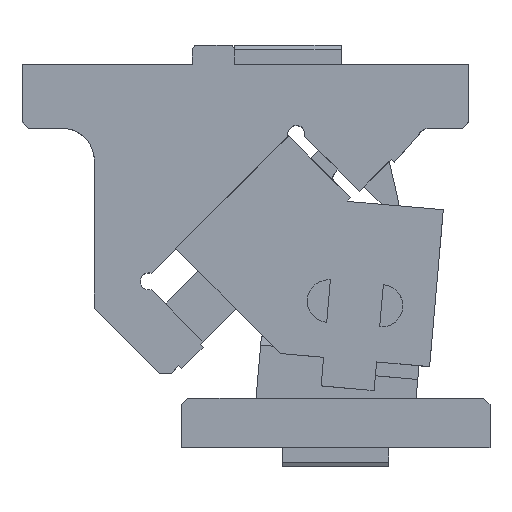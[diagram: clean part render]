
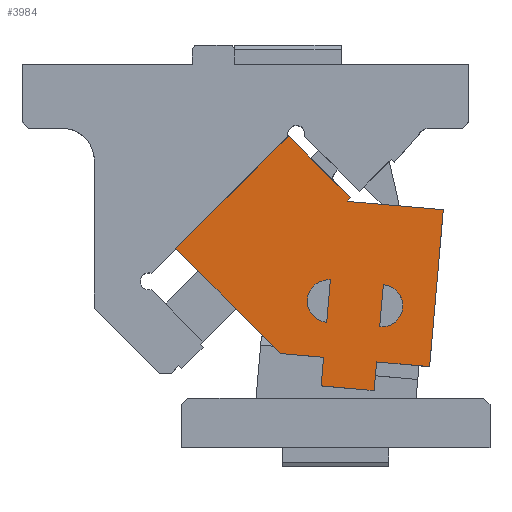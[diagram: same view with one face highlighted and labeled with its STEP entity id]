
A CAD part, top view. The second image highlights one B-rep face of the part: STEP entity #3984.
In plain terms, the highlighted planar face has unit normal (0, 0, 1).
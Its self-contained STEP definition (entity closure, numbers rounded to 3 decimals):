
#2044=CARTESIAN_POINT('Line Origine',(386.195,68.786,0.)) ;
#2048=CARTESIAN_POINT('Vertex',(361.53,93.451,0.)) ;
#2050=CARTESIAN_POINT('Vertex',(410.859,44.122,0.)) ;
#3110=CARTESIAN_POINT('Vertex',(442.603,116.541,0.)) ;
#3113=CARTESIAN_POINT('Line Origine',(442.563,116.087,0.)) ;
#3117=CARTESIAN_POINT('Vertex',(442.524,115.634,0.)) ;
#3141=CARTESIAN_POINT('Vertex',(480.903,37.994,0.)) ;
#3148=CARTESIAN_POINT('Vertex',(487.353,111.712,0.)) ;
#3151=CARTESIAN_POINT('Line Origine',(484.128,74.853,0.)) ;
#3178=CARTESIAN_POINT('Vertex',(443.555,117.492,0.)) ;
#3181=CARTESIAN_POINT('Line Origine',(443.079,117.017,0.)) ;
#3410=CARTESIAN_POINT('Line Origine',(464.938,113.673,0.)) ;
#3479=CARTESIAN_POINT('Vertex',(432.531,58.789,0.)) ;
#3484=CARTESIAN_POINT('Line Origine',(433.403,68.751,0.)) ;
#3488=CARTESIAN_POINT('Vertex',(434.274,78.713,0.)) ;
#3569=CARTESIAN_POINT('Axis2P3D Location',(433.403,68.751,0.)) ;
#3573=CARTESIAN_POINT('Vertex',(423.441,69.622,0.)) ;
#3838=CARTESIAN_POINT('Vertex',(457.436,56.61,0.)) ;
#3841=CARTESIAN_POINT('Axis2P3D Location',(458.308,66.572,0.)) ;
#3845=CARTESIAN_POINT('Vertex',(468.27,65.7,0.)) ;
#3868=CARTESIAN_POINT('Axis2P3D Location',(458.308,66.572,0.)) ;
#3872=CARTESIAN_POINT('Vertex',(459.179,76.534,0.)) ;
#3888=CARTESIAN_POINT('Axis2P3D Location',(436.074,41.916,0.)) ;
#3893=CARTESIAN_POINT('Line Origine',(429.059,131.988,0.)) ;
#3897=CARTESIAN_POINT('Vertex',(414.563,146.484,0.)) ;
#3900=CARTESIAN_POINT('Line Origine',(388.047,119.967,0.)) ;
#3905=CARTESIAN_POINT('Line Origine',(420.976,43.237,0.)) ;
#3909=CARTESIAN_POINT('Vertex',(431.093,42.352,0.)) ;
#3912=CARTESIAN_POINT('Line Origine',(430.505,35.627,0.)) ;
#3916=CARTESIAN_POINT('Vertex',(429.917,28.903,0.)) ;
#3919=CARTESIAN_POINT('Line Origine',(442.369,27.814,0.)) ;
#3923=CARTESIAN_POINT('Vertex',(454.822,26.724,0.)) ;
#3926=CARTESIAN_POINT('Line Origine',(455.41,33.448,0.)) ;
#3930=CARTESIAN_POINT('Vertex',(455.998,40.173,0.)) ;
#3933=CARTESIAN_POINT('Line Origine',(468.451,39.083,0.)) ;
#3953=CARTESIAN_POINT('Control Point',(423.441,69.622,0.)) ;
#3954=CARTESIAN_POINT('Control Point',(423.36,68.696,0.)) ;
#3955=CARTESIAN_POINT('Control Point',(423.387,67.761,0.)) ;
#3956=CARTESIAN_POINT('Control Point',(423.522,66.833,0.)) ;
#3957=CARTESIAN_POINT('Control Point',(424.007,65.025,0.)) ;
#3958=CARTESIAN_POINT('Control Point',(424.893,63.377,0.)) ;
#3959=CARTESIAN_POINT('Control Point',(425.43,62.608,0.)) ;
#3960=CARTESIAN_POINT('Control Point',(426.673,61.209,0.)) ;
#3961=CARTESIAN_POINT('Control Point',(428.204,60.132,0.)) ;
#3962=CARTESIAN_POINT('Control Point',(429.029,59.686,0.)) ;
#3963=CARTESIAN_POINT('Control Point',(430.228,59.208,0.)) ;
#3964=CARTESIAN_POINT('Control Point',(431.481,58.928,0.)) ;
#3965=CARTESIAN_POINT('Control Point',(431.83,58.866,0.)) ;
#3966=CARTESIAN_POINT('Control Point',(432.18,58.82,0.)) ;
#3967=CARTESIAN_POINT('Control Point',(432.531,58.789,0.)) ;
#3974=CARTESIAN_POINT('Line Origine',(458.308,66.572,0.)) ;
#2045=DIRECTION('Vector Direction',(0.707,-0.707,0.)) ;
#3114=DIRECTION('Vector Direction',(0.087,0.996,0.)) ;
#3152=DIRECTION('Vector Direction',(0.087,0.996,0.)) ;
#3182=DIRECTION('Vector Direction',(-0.707,-0.707,0.)) ;
#3411=DIRECTION('Vector Direction',(-0.996,0.087,0.)) ;
#3485=DIRECTION('Vector Direction',(-0.087,-0.996,0.)) ;
#3570=DIRECTION('Axis2P3D Direction',(0.,0.,-1.)) ;
#3842=DIRECTION('Axis2P3D Direction',(0.,0.,-1.)) ;
#3869=DIRECTION('Axis2P3D Direction',(0.,0.,-1.)) ;
#3889=DIRECTION('Axis2P3D Direction',(0.,0.,-1.)) ;
#3890=DIRECTION('Axis2P3D XDirection',(-0.996,0.087,0.)) ;
#3894=DIRECTION('Vector Direction',(0.707,-0.707,0.)) ;
#3901=DIRECTION('Vector Direction',(0.707,0.707,0.)) ;
#3906=DIRECTION('Vector Direction',(0.996,-0.087,0.)) ;
#3913=DIRECTION('Vector Direction',(-0.087,-0.996,0.)) ;
#3920=DIRECTION('Vector Direction',(0.996,-0.087,0.)) ;
#3927=DIRECTION('Vector Direction',(0.087,0.996,0.)) ;
#3934=DIRECTION('Vector Direction',(0.996,-0.087,0.)) ;
#3975=DIRECTION('Vector Direction',(0.087,0.996,0.)) ;
#3571=AXIS2_PLACEMENT_3D('Circle Axis2P3D',#3569,#3570,$) ;
#3843=AXIS2_PLACEMENT_3D('Circle Axis2P3D',#3841,#3842,$) ;
#3870=AXIS2_PLACEMENT_3D('Circle Axis2P3D',#3868,#3869,$) ;
#3891=AXIS2_PLACEMENT_3D('Plane Axis2P3D',#3888,#3889,#3890) ;
#3939=ORIENTED_EDGE('',*,*,#3414,.T.) ;
#3940=ORIENTED_EDGE('',*,*,#3119,.T.) ;
#3941=ORIENTED_EDGE('',*,*,#3185,.F.) ;
#3942=ORIENTED_EDGE('',*,*,#3899,.F.) ;
#3943=ORIENTED_EDGE('',*,*,#3904,.F.) ;
#3944=ORIENTED_EDGE('',*,*,#2052,.T.) ;
#3945=ORIENTED_EDGE('',*,*,#3911,.T.) ;
#3946=ORIENTED_EDGE('',*,*,#3918,.T.) ;
#3947=ORIENTED_EDGE('',*,*,#3925,.T.) ;
#3948=ORIENTED_EDGE('',*,*,#3932,.T.) ;
#3949=ORIENTED_EDGE('',*,*,#3937,.T.) ;
#3950=ORIENTED_EDGE('',*,*,#3155,.T.) ;
#3970=ORIENTED_EDGE('',*,*,#3968,.F.) ;
#3971=ORIENTED_EDGE('',*,*,#3575,.F.) ;
#3972=ORIENTED_EDGE('',*,*,#3490,.T.) ;
#3980=ORIENTED_EDGE('',*,*,#3874,.F.) ;
#3981=ORIENTED_EDGE('',*,*,#3847,.F.) ;
#3982=ORIENTED_EDGE('',*,*,#3978,.T.) ;
#3973=FACE_BOUND('',#3969,.T.) ;
#3983=FACE_BOUND('',#3979,.T.) ;
#2046=VECTOR('Line Direction',#2045,1.) ;
#3115=VECTOR('Line Direction',#3114,1.) ;
#3153=VECTOR('Line Direction',#3152,1.) ;
#3183=VECTOR('Line Direction',#3182,1.) ;
#3412=VECTOR('Line Direction',#3411,1.) ;
#3486=VECTOR('Line Direction',#3485,1.) ;
#3895=VECTOR('Line Direction',#3894,1.) ;
#3902=VECTOR('Line Direction',#3901,1.) ;
#3907=VECTOR('Line Direction',#3906,1.) ;
#3914=VECTOR('Line Direction',#3913,1.) ;
#3921=VECTOR('Line Direction',#3920,1.) ;
#3928=VECTOR('Line Direction',#3927,1.) ;
#3935=VECTOR('Line Direction',#3934,1.) ;
#3976=VECTOR('Line Direction',#3975,1.) ;
#3984=ADVANCED_FACE('CAM SLIDER',(#3951,#3973,#3983),#3892,.F.) ;
#3952=B_SPLINE_CURVE_WITH_KNOTS('',5,(#3953,#3954,#3955,#3956,#3957,#3958,#3959,#3960,#3961,#3962,#3963,#3964,#3965,#3966,#3967),.UNSPECIFIED.,.F.,.U.,(6,3,3,3,6),(0.,6.586,13.172,19.758,22.258),.UNSPECIFIED.) ;
#3572=CIRCLE('generated circle',#3571,10.) ;
#3844=CIRCLE('generated circle',#3843,10.) ;
#3871=CIRCLE('generated circle',#3870,10.) ;
#2052=EDGE_CURVE('',#2049,#2051,#2047,.T.) ;
#3119=EDGE_CURVE('',#3118,#3111,#3116,.T.) ;
#3155=EDGE_CURVE('',#3142,#3149,#3154,.T.) ;
#3185=EDGE_CURVE('',#3179,#3111,#3184,.T.) ;
#3414=EDGE_CURVE('',#3149,#3118,#3413,.T.) ;
#3490=EDGE_CURVE('',#3489,#3480,#3487,.T.) ;
#3575=EDGE_CURVE('',#3489,#3574,#3572,.F.) ;
#3847=EDGE_CURVE('',#3839,#3846,#3844,.F.) ;
#3874=EDGE_CURVE('',#3846,#3873,#3871,.F.) ;
#3899=EDGE_CURVE('',#3898,#3179,#3896,.T.) ;
#3904=EDGE_CURVE('',#2049,#3898,#3903,.T.) ;
#3911=EDGE_CURVE('',#2051,#3910,#3908,.T.) ;
#3918=EDGE_CURVE('',#3910,#3917,#3915,.T.) ;
#3925=EDGE_CURVE('',#3917,#3924,#3922,.T.) ;
#3932=EDGE_CURVE('',#3924,#3931,#3929,.T.) ;
#3937=EDGE_CURVE('',#3931,#3142,#3936,.T.) ;
#3968=EDGE_CURVE('',#3574,#3480,#3952,.T.) ;
#3978=EDGE_CURVE('',#3839,#3873,#3977,.T.) ;
#3938=EDGE_LOOP('',(#3939,#3940,#3941,#3942,#3943,#3944,#3945,#3946,#3947,#3948,#3949,#3950)) ;
#3969=EDGE_LOOP('',(#3970,#3971,#3972)) ;
#3979=EDGE_LOOP('',(#3980,#3981,#3982)) ;
#3951=FACE_OUTER_BOUND('',#3938,.T.) ;
#2047=LINE('Line',#2044,#2046) ;
#3116=LINE('Line',#3113,#3115) ;
#3154=LINE('Line',#3151,#3153) ;
#3184=LINE('Line',#3181,#3183) ;
#3413=LINE('Line',#3410,#3412) ;
#3487=LINE('Line',#3484,#3486) ;
#3896=LINE('Line',#3893,#3895) ;
#3903=LINE('Line',#3900,#3902) ;
#3908=LINE('Line',#3905,#3907) ;
#3915=LINE('Line',#3912,#3914) ;
#3922=LINE('Line',#3919,#3921) ;
#3929=LINE('Line',#3926,#3928) ;
#3936=LINE('Line',#3933,#3935) ;
#3977=LINE('Line',#3974,#3976) ;
#3892=PLANE('Plane',#3891) ;
#2049=VERTEX_POINT('',#2048) ;
#2051=VERTEX_POINT('',#2050) ;
#3111=VERTEX_POINT('',#3110) ;
#3118=VERTEX_POINT('',#3117) ;
#3142=VERTEX_POINT('',#3141) ;
#3149=VERTEX_POINT('',#3148) ;
#3179=VERTEX_POINT('',#3178) ;
#3480=VERTEX_POINT('',#3479) ;
#3489=VERTEX_POINT('',#3488) ;
#3574=VERTEX_POINT('',#3573) ;
#3839=VERTEX_POINT('',#3838) ;
#3846=VERTEX_POINT('',#3845) ;
#3873=VERTEX_POINT('',#3872) ;
#3898=VERTEX_POINT('',#3897) ;
#3910=VERTEX_POINT('',#3909) ;
#3917=VERTEX_POINT('',#3916) ;
#3924=VERTEX_POINT('',#3923) ;
#3931=VERTEX_POINT('',#3930) ;
